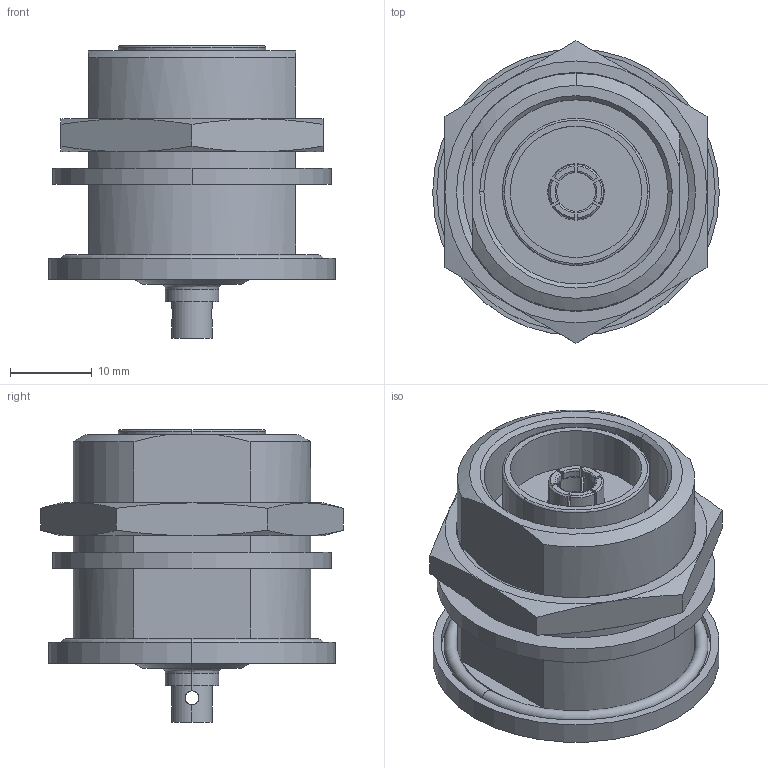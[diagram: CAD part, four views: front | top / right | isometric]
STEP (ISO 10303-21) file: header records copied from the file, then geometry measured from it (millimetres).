
FILE_DESCRIPTION (( 'STEP AP214' ), '1' );
FILE_NAME ('J01121A0134.STEP', '2010-08-09T13:28:42', ( 'markiewicz' ), ( '' ), 'SwSTEP 2.0', 'SolidWorks 2010', '' );
FILE_SCHEMA (( 'AUTOMOTIVE_DESIGN' ));
Length unit declared in the file: millimetre
Products named in the file (1): J01121A0134
Bounding box: 35 x 36.95 x 35.75 mm (x, y, z)
Volume: 17799.8 mm3; surface area: 8361 mm2
Topology: 3 solids, 3 shells, 147 faces, 371 edges, 237 vertices
Faces by surface type: cylinder 52, plane 43, cone 37, bspline 11, torus 4
Entity records: 6500 total; most frequent: CARTESIAN_POINT 1420, ORIENTED_EDGE 742, DIRECTION 679, EDGE_CURVE 371, AXIS2_PLACEMENT_3D 276, VERTEX_POINT 237, EDGE_LOOP 166, UNCERTAINTY_MEASURE_WITH_UNIT 152
